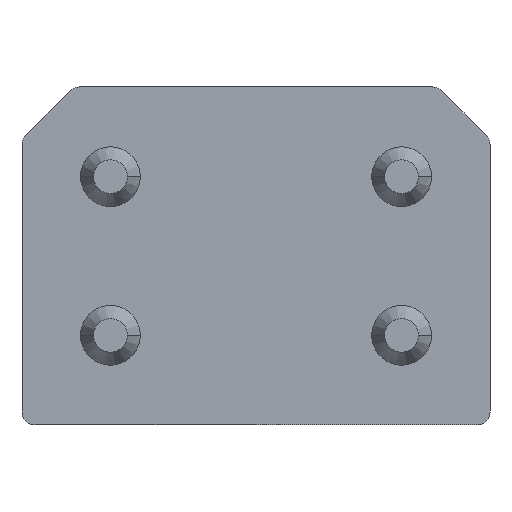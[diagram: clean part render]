
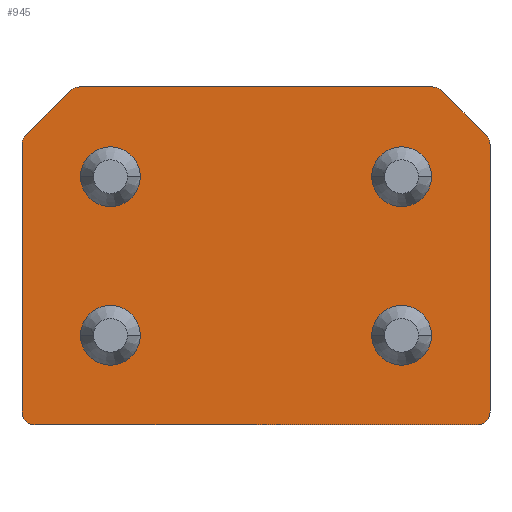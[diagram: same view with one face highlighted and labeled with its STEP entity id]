
A CAD part, front view. The second image highlights one B-rep face of the part: STEP entity #945.
In plain terms, the highlighted planar face has unit normal (0, -1, 0).
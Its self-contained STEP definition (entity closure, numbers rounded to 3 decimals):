
#5=DIRECTION('',(1.,0.,0.));
#6=VECTOR('',#5,17.);
#7=CARTESIAN_POINT('',(-8.5,-4.,0.));
#8=LINE('',#7,#6);
#33=CARTESIAN_POINT('',(-5.6,-4.,3.45));
#34=DIRECTION('',(0.,-1.,0.));
#35=DIRECTION('',(1.,0.,0.));
#36=AXIS2_PLACEMENT_3D('',#33,#34,#35);
#38=CARTESIAN_POINT('',(-5.6,-4.,3.45));
#39=DIRECTION('',(0.,-1.,0.));
#40=DIRECTION('',(-1.,0.,0.));
#41=AXIS2_PLACEMENT_3D('',#38,#39,#40);
#43=CARTESIAN_POINT('',(5.6,-4.,3.45));
#44=DIRECTION('',(0.,-1.,0.));
#45=DIRECTION('',(1.,0.,0.));
#46=AXIS2_PLACEMENT_3D('',#43,#44,#45);
#48=CARTESIAN_POINT('',(5.6,-4.,3.45));
#49=DIRECTION('',(0.,-1.,0.));
#50=DIRECTION('',(-1.,0.,0.));
#51=AXIS2_PLACEMENT_3D('',#48,#49,#50);
#53=CARTESIAN_POINT('',(-5.6,-4.,9.55));
#54=DIRECTION('',(0.,-1.,0.));
#55=DIRECTION('',(1.,0.,0.));
#56=AXIS2_PLACEMENT_3D('',#53,#54,#55);
#58=CARTESIAN_POINT('',(-5.6,-4.,9.55));
#59=DIRECTION('',(0.,-1.,0.));
#60=DIRECTION('',(-1.,0.,0.));
#61=AXIS2_PLACEMENT_3D('',#58,#59,#60);
#63=CARTESIAN_POINT('',(5.6,-4.,9.55));
#64=DIRECTION('',(0.,-1.,0.));
#65=DIRECTION('',(1.,0.,0.));
#66=AXIS2_PLACEMENT_3D('',#63,#64,#65);
#68=CARTESIAN_POINT('',(5.6,-4.,9.55));
#69=DIRECTION('',(0.,-1.,0.));
#70=DIRECTION('',(-1.,0.,0.));
#71=AXIS2_PLACEMENT_3D('',#68,#69,#70);
#73=CARTESIAN_POINT('',(-8.5,-4.,0.5));
#74=DIRECTION('',(0.,-1.,0.));
#75=DIRECTION('',(-1.,0.,0.));
#76=AXIS2_PLACEMENT_3D('',#73,#74,#75);
#78=DIRECTION('',(0.,0.,1.));
#79=VECTOR('',#78,10.293);
#80=CARTESIAN_POINT('',(-9.,-4.,0.5));
#81=LINE('',#80,#79);
#82=CARTESIAN_POINT('',(-8.5,-4.,10.793));
#83=DIRECTION('',(0.,-1.,0.));
#84=DIRECTION('',(-0.707,0.,0.707));
#85=AXIS2_PLACEMENT_3D('',#82,#83,#84);
#87=DIRECTION('',(-0.707,0.,-0.707));
#88=VECTOR('',#87,2.414);
#89=CARTESIAN_POINT('',(-7.146,-4.,12.854));
#90=LINE('',#89,#88);
#91=CARTESIAN_POINT('',(-6.793,-4.,12.5));
#92=DIRECTION('',(0.,-1.,0.));
#93=DIRECTION('',(0.,0.,1.));
#94=AXIS2_PLACEMENT_3D('',#91,#92,#93);
#96=CARTESIAN_POINT('',(6.793,-4.,12.5));
#97=DIRECTION('',(0.,-1.,0.));
#98=DIRECTION('',(0.707,0.,0.707));
#99=AXIS2_PLACEMENT_3D('',#96,#97,#98);
#101=DIRECTION('',(-0.707,0.,0.707));
#102=VECTOR('',#101,2.414);
#103=CARTESIAN_POINT('',(8.854,-4.,11.146));
#104=LINE('',#103,#102);
#105=CARTESIAN_POINT('',(8.5,-4.,10.793));
#106=DIRECTION('',(0.,-1.,0.));
#107=DIRECTION('',(1.,0.,0.));
#108=AXIS2_PLACEMENT_3D('',#105,#106,#107);
#110=CARTESIAN_POINT('',(8.5,-4.,0.5));
#111=DIRECTION('',(0.,-1.,0.));
#112=DIRECTION('',(0.,0.,-1.));
#113=AXIS2_PLACEMENT_3D('',#110,#111,#112);
#528=DIRECTION('',(1.,0.,0.));
#529=VECTOR('',#528,13.586);
#530=CARTESIAN_POINT('',(-6.793,-4.,13.));
#531=LINE('',#530,#529);
#661=DIRECTION('',(0.,0.,1.));
#662=VECTOR('',#661,10.293);
#663=CARTESIAN_POINT('',(9.,-4.,0.5));
#664=LINE('',#663,#662);
#705=CARTESIAN_POINT('',(-4.45,-4.,3.45));
#706=CARTESIAN_POINT('',(-6.75,-4.,3.45));
#707=VERTEX_POINT('',#705);
#708=VERTEX_POINT('',#706);
#709=CARTESIAN_POINT('',(6.75,-4.,3.45));
#710=CARTESIAN_POINT('',(4.45,-4.,3.45));
#711=VERTEX_POINT('',#709);
#712=VERTEX_POINT('',#710);
#713=CARTESIAN_POINT('',(-4.45,-4.,9.55));
#714=CARTESIAN_POINT('',(-6.75,-4.,9.55));
#715=VERTEX_POINT('',#713);
#716=VERTEX_POINT('',#714);
#717=CARTESIAN_POINT('',(6.75,-4.,9.55));
#718=CARTESIAN_POINT('',(4.45,-4.,9.55));
#719=VERTEX_POINT('',#717);
#720=VERTEX_POINT('',#718);
#777=CARTESIAN_POINT('',(-9.,-4.,0.5));
#778=CARTESIAN_POINT('',(-8.5,-4.,0.));
#779=VERTEX_POINT('',#777);
#780=VERTEX_POINT('',#778);
#795=CARTESIAN_POINT('',(-8.854,-4.,11.146));
#796=CARTESIAN_POINT('',(-9.,-4.,10.793));
#797=VERTEX_POINT('',#795);
#798=VERTEX_POINT('',#796);
#803=CARTESIAN_POINT('',(-6.793,-4.,13.));
#804=CARTESIAN_POINT('',(-7.146,-4.,12.854));
#805=VERTEX_POINT('',#803);
#806=VERTEX_POINT('',#804);
#807=CARTESIAN_POINT('',(8.5,-4.,0.));
#808=CARTESIAN_POINT('',(9.,-4.,0.5));
#809=VERTEX_POINT('',#807);
#810=VERTEX_POINT('',#808);
#815=CARTESIAN_POINT('',(9.,-4.,10.793));
#816=CARTESIAN_POINT('',(8.854,-4.,11.146));
#817=VERTEX_POINT('',#815);
#818=VERTEX_POINT('',#816);
#831=CARTESIAN_POINT('',(7.146,-4.,12.854));
#832=CARTESIAN_POINT('',(6.793,-4.,13.));
#833=VERTEX_POINT('',#831);
#834=VERTEX_POINT('',#832);
#892=CARTESIAN_POINT('',(-9.,-4.,0.));
#893=DIRECTION('',(0.,-1.,0.));
#894=DIRECTION('',(1.,0.,0.));
#895=AXIS2_PLACEMENT_3D('',#892,#893,#894);
#896=PLANE('',#895);
#897=ORIENTED_EDGE('',*,*,#882,.F.);
#899=ORIENTED_EDGE('',*,*,#898,.T.);
#901=ORIENTED_EDGE('',*,*,#900,.F.);
#903=ORIENTED_EDGE('',*,*,#902,.F.);
#905=ORIENTED_EDGE('',*,*,#904,.F.);
#907=ORIENTED_EDGE('',*,*,#906,.T.);
#909=ORIENTED_EDGE('',*,*,#908,.F.);
#911=ORIENTED_EDGE('',*,*,#910,.F.);
#913=ORIENTED_EDGE('',*,*,#912,.F.);
#915=ORIENTED_EDGE('',*,*,#914,.F.);
#917=ORIENTED_EDGE('',*,*,#916,.F.);
#918=ORIENTED_EDGE('',*,*,#852,.F.);
#919=EDGE_LOOP('',(#897,#899,#901,#903,#905,#907,#909,#911,#913,#915,#917,
#918));
#920=FACE_OUTER_BOUND('',#919,.F.);
#922=ORIENTED_EDGE('',*,*,#921,.T.);
#924=ORIENTED_EDGE('',*,*,#923,.T.);
#925=EDGE_LOOP('',(#922,#924));
#926=FACE_BOUND('',#925,.F.);
#928=ORIENTED_EDGE('',*,*,#927,.T.);
#930=ORIENTED_EDGE('',*,*,#929,.T.);
#931=EDGE_LOOP('',(#928,#930));
#932=FACE_BOUND('',#931,.F.);
#934=ORIENTED_EDGE('',*,*,#933,.T.);
#936=ORIENTED_EDGE('',*,*,#935,.T.);
#937=EDGE_LOOP('',(#934,#936));
#938=FACE_BOUND('',#937,.F.);
#940=ORIENTED_EDGE('',*,*,#939,.T.);
#942=ORIENTED_EDGE('',*,*,#941,.T.);
#943=EDGE_LOOP('',(#940,#942));
#944=FACE_BOUND('',#943,.F.);
#37=CIRCLE('',#36,1.15);
#42=CIRCLE('',#41,1.15);
#47=CIRCLE('',#46,1.15);
#52=CIRCLE('',#51,1.15);
#57=CIRCLE('',#56,1.15);
#62=CIRCLE('',#61,1.15);
#67=CIRCLE('',#66,1.15);
#72=CIRCLE('',#71,1.15);
#77=CIRCLE('',#76,0.5);
#86=CIRCLE('',#85,0.5);
#95=CIRCLE('',#94,0.5);
#100=CIRCLE('',#99,0.5);
#109=CIRCLE('',#108,0.5);
#114=CIRCLE('',#113,0.5);
#852=EDGE_CURVE('',#780,#809,#8,.T.);
#882=EDGE_CURVE('',#779,#780,#77,.T.);
#898=EDGE_CURVE('',#779,#798,#81,.T.);
#900=EDGE_CURVE('',#797,#798,#86,.T.);
#902=EDGE_CURVE('',#806,#797,#90,.T.);
#904=EDGE_CURVE('',#805,#806,#95,.T.);
#906=EDGE_CURVE('',#805,#834,#531,.T.);
#908=EDGE_CURVE('',#833,#834,#100,.T.);
#910=EDGE_CURVE('',#818,#833,#104,.T.);
#912=EDGE_CURVE('',#817,#818,#109,.T.);
#914=EDGE_CURVE('',#810,#817,#664,.T.);
#916=EDGE_CURVE('',#809,#810,#114,.T.);
#921=EDGE_CURVE('',#711,#712,#47,.T.);
#923=EDGE_CURVE('',#712,#711,#52,.T.);
#927=EDGE_CURVE('',#715,#716,#57,.T.);
#929=EDGE_CURVE('',#716,#715,#62,.T.);
#933=EDGE_CURVE('',#719,#720,#67,.T.);
#935=EDGE_CURVE('',#720,#719,#72,.T.);
#939=EDGE_CURVE('',#707,#708,#37,.T.);
#941=EDGE_CURVE('',#708,#707,#42,.T.);
#945=ADVANCED_FACE('',(#920,#926,#932,#938,#944),#896,.T.);
